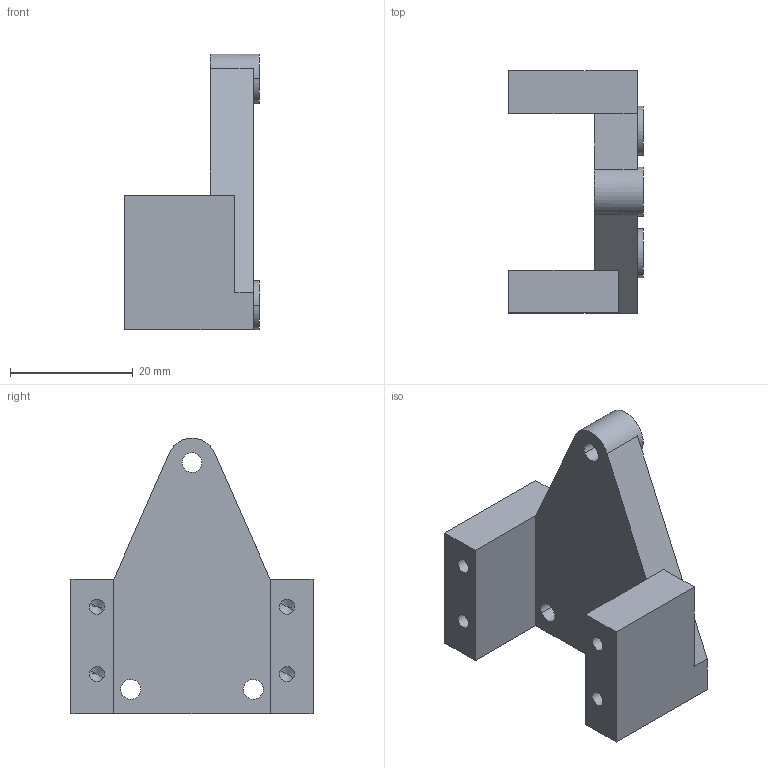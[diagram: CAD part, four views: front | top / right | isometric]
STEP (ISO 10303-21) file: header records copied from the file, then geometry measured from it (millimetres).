
FILE_DESCRIPTION(('CATIA V5 STEP Exchange'),'2;1');
FILE_NAME('Support_moteur.stp','2020-04-15T13:43:59+00:00',('none'),('none'),'CATIA Version 5 Release 21 GA (IN-10)','CATIA V5 STEP AP203','none');
FILE_SCHEMA(('CONFIG_CONTROL_DESIGN'));
Length unit declared in the file: millimetre
Products named in the file (1): Support_moteur
Bounding box: 22 x 39.5 x 45 mm (x, y, z)
Volume: 12404.5 mm3; surface area: 5753.8 mm2
Topology: 1 solids, 1 shells, 45 faces, 118 edges, 71 vertices
Faces by surface type: cylinder 20, plane 17, cone 8
Entity records: 1256 total; most frequent: ORIENTED_EDGE 220, CARTESIAN_POINT 209, DIRECTION 164, EDGE_CURVE 110, AXIS2_PLACEMENT_3D 73, VERTEX_POINT 71, VECTOR 65, LINE 65
